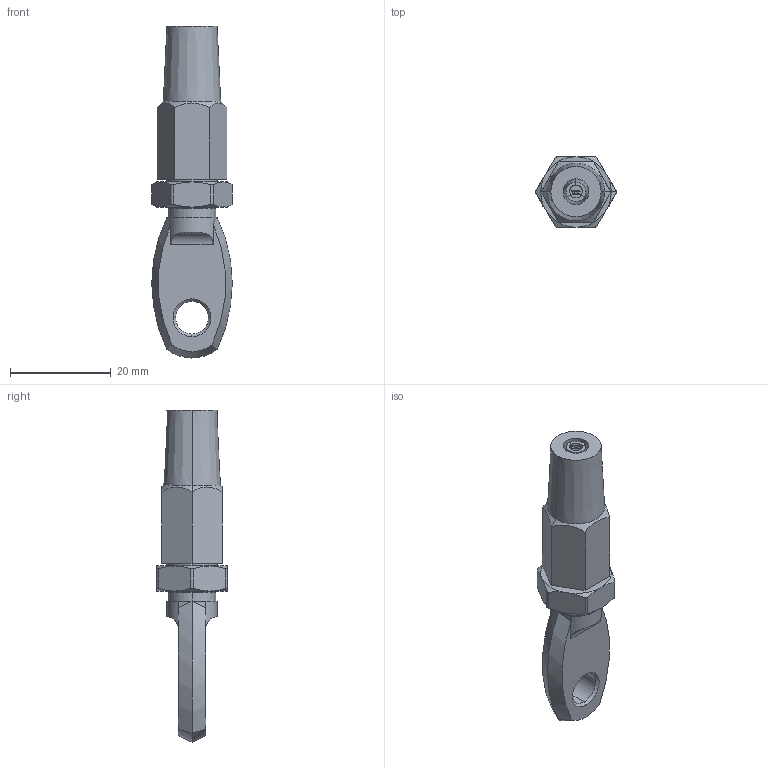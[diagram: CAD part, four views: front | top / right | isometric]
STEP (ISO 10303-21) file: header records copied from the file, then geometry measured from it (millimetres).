
FILE_DESCRIPTION (( 'STEP AP203' ), '1' );
FILE_NAME ('10160003.STEP', '2018-03-13T10:29:04', ( '' ), ( '' ), 'SwSTEP 2.0', 'SolidWorks 2015', '' );
FILE_SCHEMA (( 'CONFIG_CONTROL_DESIGN' ));
Length unit declared in the file: millimetre
Products named in the file (7): 1016000X Teil2_10160003 Teil2; 1016000X Teil1_10160003 Teil1; 1016000X Teil6_10160003 Teil6; 1016000X Teil5_10160003 Teil5; 1016000X Teil4_10160003 Teil3; 1016000X Teil3_10160003 Teil3; 10160003
Assembly tree (8 placements, depth 2):
  10160003
    1016000X Teil4_10160003 Teil3
    1016000X Teil2_10160003 Teil2  x3
    1016000X Teil3_10160003 Teil3
    1016000X Teil1_10160003 Teil1
    1016000X Teil5_10160003 Teil5
    1016000X Teil6_10160003 Teil6
Bounding box: 16.01 x 14 x 66 mm (x, y, z)
Volume: 5607.3 mm3; surface area: 4995.4 mm2
Topology: 8 solids, 8 shells, 494 faces, 1299 edges, 845 vertices
Faces by surface type: plane 135, bspline 111, cylinder 107, torus 87, cone 54
Entity records: 18776 total; most frequent: CARTESIAN_POINT 9514, ORIENTED_EDGE 1926, DIRECTION 1455, EDGE_CURVE 963, VERTEX_POINT 621, AXIS2_PLACEMENT_3D 490, LINE 475, VECTOR 475
